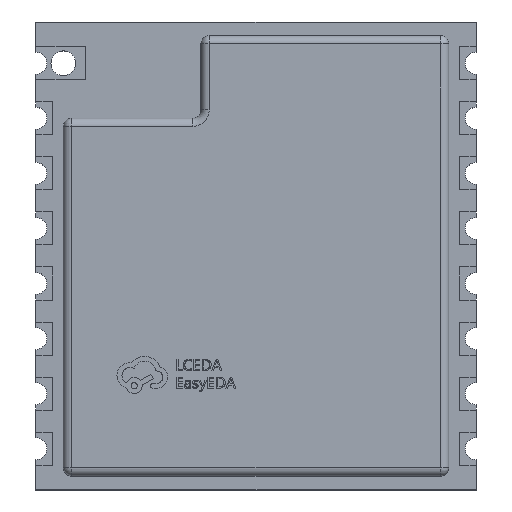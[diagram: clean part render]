
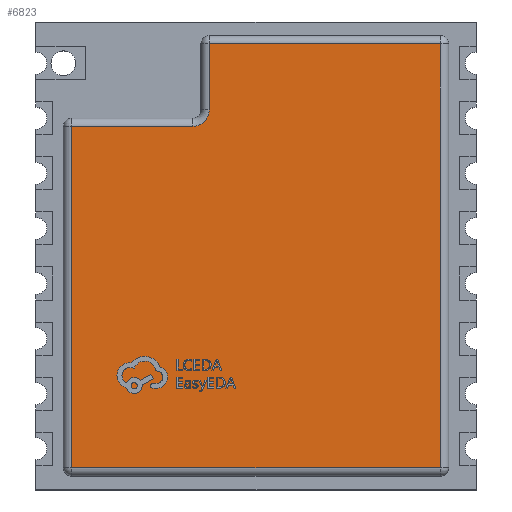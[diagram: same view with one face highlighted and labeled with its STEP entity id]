
A CAD part, top view. The second image highlights one B-rep face of the part: STEP entity #6823.
In plain terms, the highlighted planar face has unit normal (0, 0, 1).
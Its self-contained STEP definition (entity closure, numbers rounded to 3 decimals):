
#370=PLANE('',#7202);
#580=FACE_OUTER_BOUND('',#921,.T.);
#921=EDGE_LOOP('',(#4651,#4652,#4653,#4654,#4655,#4656,#4657));
#1377=LINE('',#9558,#2101);
#1378=LINE('',#9560,#2102);
#1379=LINE('',#9562,#2103);
#1380=LINE('',#9564,#2104);
#1381=LINE('',#9566,#2105);
#1382=LINE('',#9567,#2106);
#2101=VECTOR('',#7744,1000.);
#2102=VECTOR('',#7745,1000.);
#2103=VECTOR('',#7746,1000.);
#2104=VECTOR('',#7747,1000.);
#2105=VECTOR('',#7748,1000.);
#2106=VECTOR('',#7749,1000.);
#2720=CIRCLE('',#7203,0.6);
#2915=VERTEX_POINT('',#9554);
#2916=VERTEX_POINT('',#9555);
#2917=VERTEX_POINT('',#9557);
#2918=VERTEX_POINT('',#9559);
#2919=VERTEX_POINT('',#9561);
#2920=VERTEX_POINT('',#9563);
#2921=VERTEX_POINT('',#9565);
#3611=EDGE_CURVE('',#2915,#2916,#2720,.T.);
#3612=EDGE_CURVE('',#2915,#2917,#1377,.T.);
#3613=EDGE_CURVE('',#2917,#2918,#1378,.T.);
#3614=EDGE_CURVE('',#2918,#2919,#1379,.T.);
#3615=EDGE_CURVE('',#2919,#2920,#1380,.T.);
#3616=EDGE_CURVE('',#2920,#2921,#1381,.T.);
#3617=EDGE_CURVE('',#2921,#2916,#1382,.T.);
#4651=ORIENTED_EDGE('',*,*,#3611,.F.);
#4652=ORIENTED_EDGE('',*,*,#3612,.T.);
#4653=ORIENTED_EDGE('',*,*,#3613,.T.);
#4654=ORIENTED_EDGE('',*,*,#3614,.T.);
#4655=ORIENTED_EDGE('',*,*,#3615,.T.);
#4656=ORIENTED_EDGE('',*,*,#3616,.T.);
#4657=ORIENTED_EDGE('',*,*,#3617,.T.);
#6823=ADVANCED_FACE('',(#580),#370,.T.);
#7202=AXIS2_PLACEMENT_3D('',#9553,#7740,#7741);
#7203=AXIS2_PLACEMENT_3D('',#9556,#7742,#7743);
#7740=DIRECTION('center_axis',(0.,0.,1.));
#7741=DIRECTION('ref_axis',(1.,0.,0.));
#7742=DIRECTION('center_axis',(0.,0.,1.));
#7743=DIRECTION('ref_axis',(1.,0.,0.));
#7744=DIRECTION('',(-1.,0.,0.));
#7745=DIRECTION('',(0.,-1.,0.));
#7746=DIRECTION('',(1.,0.,0.));
#7747=DIRECTION('',(0.,1.,0.));
#7748=DIRECTION('',(-1.,0.,0.));
#7749=DIRECTION('',(0.,-1.,0.));
#9553=CARTESIAN_POINT('Origin',(0.,0.,3.2));
#9554=CARTESIAN_POINT('',(-2.3,4.7,3.2));
#9555=CARTESIAN_POINT('',(-1.7,5.3,3.2));
#9556=CARTESIAN_POINT('Origin',(-2.3,5.3,3.2));
#9557=CARTESIAN_POINT('',(-6.7,4.7,3.2));
#9558=CARTESIAN_POINT('',(-7.,4.7,3.2));
#9559=CARTESIAN_POINT('',(-6.7,-7.7,3.2));
#9560=CARTESIAN_POINT('',(-6.7,-8.,3.2));
#9561=CARTESIAN_POINT('',(6.7,-7.7,3.2));
#9562=CARTESIAN_POINT('',(7.,-7.7,3.2));
#9563=CARTESIAN_POINT('',(6.7,7.7,3.2));
#9564=CARTESIAN_POINT('',(6.7,8.,3.2));
#9565=CARTESIAN_POINT('',(-1.7,7.7,3.2));
#9566=CARTESIAN_POINT('',(-2.,7.7,3.2));
#9567=CARTESIAN_POINT('',(-1.7,5.,3.2));
